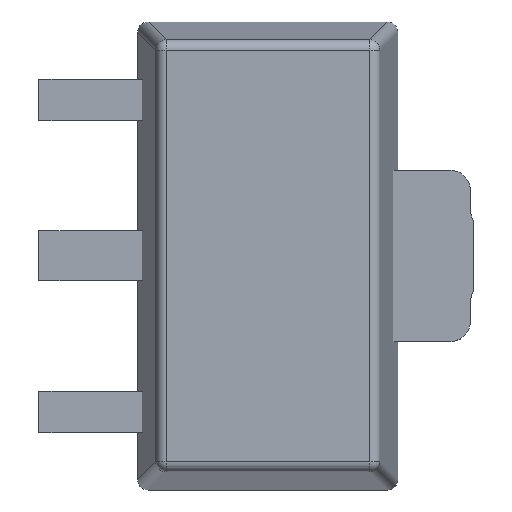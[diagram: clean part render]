
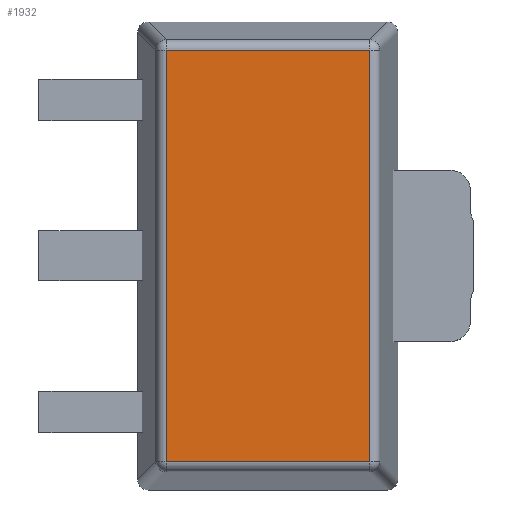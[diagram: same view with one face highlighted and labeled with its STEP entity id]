
A CAD part, top view. The second image highlights one B-rep face of the part: STEP entity #1932.
In plain terms, the highlighted face is planar.
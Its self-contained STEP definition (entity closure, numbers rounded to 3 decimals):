
#1622=DIRECTION('',(1.,0.,0.));
#1623=VECTOR('',#1622,1.955);
#1624=CARTESIAN_POINT('',(-0.977,1.5,1.977));
#1625=LINE('',#1624,#1623);
#1629=DIRECTION('',(0.,0.,1.));
#1630=VECTOR('',#1629,3.955);
#1631=CARTESIAN_POINT('',(-0.977,1.5,-1.977));
#1632=LINE('',#1631,#1630);
#1636=DIRECTION('',(-1.,0.,0.));
#1637=VECTOR('',#1636,1.955);
#1638=CARTESIAN_POINT('',(0.977,1.5,-1.977));
#1639=LINE('',#1638,#1637);
#1643=DIRECTION('',(0.,0.,-1.));
#1644=VECTOR('',#1643,3.955);
#1645=CARTESIAN_POINT('',(0.977,1.5,1.977));
#1646=LINE('',#1645,#1644);
#1702=CARTESIAN_POINT('',(-0.977,1.5,1.977));
#1703=CARTESIAN_POINT('',(0.977,1.5,1.977));
#1704=VERTEX_POINT('',#1702);
#1705=VERTEX_POINT('',#1703);
#1712=CARTESIAN_POINT('',(0.977,1.5,-1.977));
#1713=VERTEX_POINT('',#1712);
#1720=CARTESIAN_POINT('',(-0.977,1.5,-1.977));
#1721=VERTEX_POINT('',#1720);
#1919=CARTESIAN_POINT('',(0.,1.5,0.));
#1920=DIRECTION('',(0.,1.,0.));
#1921=DIRECTION('',(1.,0.,0.));
#1922=AXIS2_PLACEMENT_3D('',#1919,#1920,#1921);
#1923=PLANE('',#1922);
#1924=ORIENTED_EDGE('',*,*,#1791,.F.);
#1926=ORIENTED_EDGE('',*,*,#1925,.F.);
#1928=ORIENTED_EDGE('',*,*,#1927,.F.);
#1929=ORIENTED_EDGE('',*,*,#1901,.F.);
#1930=EDGE_LOOP('',(#1924,#1926,#1928,#1929));
#1931=FACE_OUTER_BOUND('',#1930,.F.);
#1932=ADVANCED_FACE('',(#1931),#1923,.T.);
#1791=EDGE_CURVE('',#1704,#1705,#1625,.T.);
#1901=EDGE_CURVE('',#1705,#1713,#1646,.T.);
#1925=EDGE_CURVE('',#1721,#1704,#1632,.T.);
#1927=EDGE_CURVE('',#1713,#1721,#1639,.T.);
